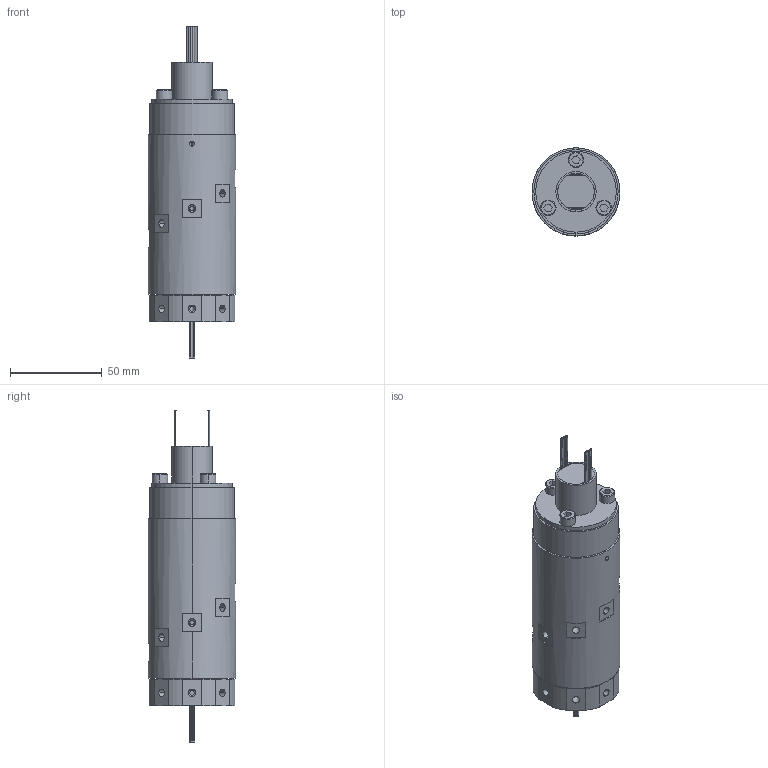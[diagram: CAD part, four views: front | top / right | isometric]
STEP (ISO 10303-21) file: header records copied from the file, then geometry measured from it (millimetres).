
FILE_DESCRIPTION (( 'STEP AP203' ), '1' );
FILE_NAME ('MQR8-S12.STEP', '2020-07-25T03:10:26', ( 'gongcheng1' ), ( '' ), 'SwSTEP 2.0', 'SolidWorks 2014', '' );
FILE_SCHEMA (( 'CONFIG_CONTROL_DESIGN' ));
Length unit declared in the file: millimetre
Products named in the file (1): MQR8-S12
Bounding box: 48 x 48 x 181.1 mm (x, y, z)
Volume: 221307.7 mm3; surface area: 29382.8 mm2
Topology: 1 solids, 1 shells, 314 faces, 686 edges, 426 vertices
Faces by surface type: cylinder 158, plane 110, cone 46
Entity records: 8721 total; most frequent: DIRECTION 1618, CARTESIAN_POINT 1543, ORIENTED_EDGE 1356, EDGE_CURVE 678, AXIS2_PLACEMENT_3D 645, VERTEX_POINT 426, EDGE_LOOP 378, CIRCLE 330
